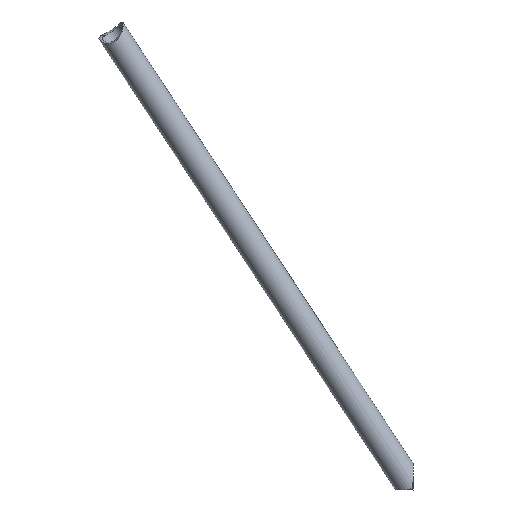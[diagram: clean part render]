
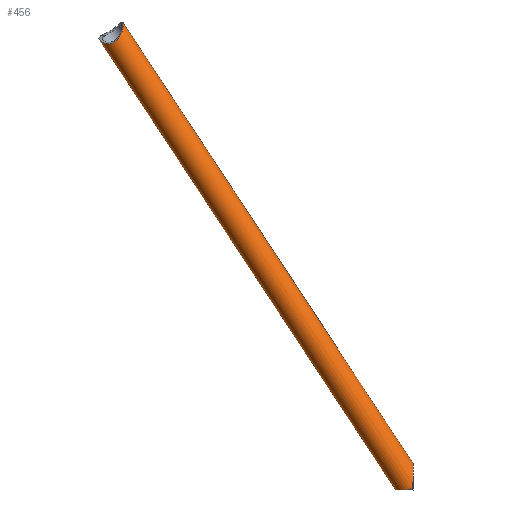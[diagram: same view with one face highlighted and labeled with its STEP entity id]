
A CAD part, top view. The second image highlights one B-rep face of the part: STEP entity #456.
In plain terms, the highlighted cylindrical face has radius 7.5 mm (diameter 15 mm), a partial arc.
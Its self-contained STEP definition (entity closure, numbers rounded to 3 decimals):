
#63=CARTESIAN_POINT('Vertex',(-1913.649,228.341,256.122)) ;
#67=CARTESIAN_POINT('Control Point',(-1904.751,239.133,251.439)) ;
#68=CARTESIAN_POINT('Control Point',(-1904.614,238.925,252.389)) ;
#69=CARTESIAN_POINT('Control Point',(-1904.54,238.539,253.309)) ;
#70=CARTESIAN_POINT('Control Point',(-1904.517,237.999,254.147)) ;
#71=CARTESIAN_POINT('Control Point',(-1904.567,236.897,255.479)) ;
#72=CARTESIAN_POINT('Control Point',(-1904.797,235.592,256.581)) ;
#73=CARTESIAN_POINT('Control Point',(-1904.932,235.008,257.013)) ;
#74=CARTESIAN_POINT('Control Point',(-1905.252,233.923,257.713)) ;
#75=CARTESIAN_POINT('Control Point',(-1905.734,232.812,258.259)) ;
#76=CARTESIAN_POINT('Control Point',(-1905.985,232.317,258.468)) ;
#77=CARTESIAN_POINT('Control Point',(-1906.683,231.149,258.874)) ;
#78=CARTESIAN_POINT('Control Point',(-1907.624,230.086,259.015)) ;
#79=CARTESIAN_POINT('Control Point',(-1908.263,229.532,258.988)) ;
#80=CARTESIAN_POINT('Control Point',(-1909.772,228.587,258.662)) ;
#81=CARTESIAN_POINT('Control Point',(-1911.365,228.196,257.871)) ;
#82=CARTESIAN_POINT('Control Point',(-1912.185,228.145,257.345)) ;
#83=CARTESIAN_POINT('Control Point',(-1912.949,228.201,256.76)) ;
#84=CARTESIAN_POINT('Control Point',(-1913.649,228.341,256.122)) ;
#85=CARTESIAN_POINT('Vertex',(-1904.751,239.133,251.439)) ;
#170=CARTESIAN_POINT('Vertex',(-1916.763,230.099,251.441)) ;
#174=CARTESIAN_POINT('Control Point',(-1916.763,230.099,251.441)) ;
#175=CARTESIAN_POINT('Control Point',(-1916.463,229.643,252.504)) ;
#176=CARTESIAN_POINT('Control Point',(-1915.949,229.205,253.514)) ;
#177=CARTESIAN_POINT('Control Point',(-1915.295,228.82,254.447)) ;
#178=CARTESIAN_POINT('Control Point',(-1914.522,228.515,255.326)) ;
#179=CARTESIAN_POINT('Control Point',(-1913.649,228.341,256.122)) ;
#375=CARTESIAN_POINT('Axis2P3D Location',(-1836.553,121.832,251.695)) ;
#381=CARTESIAN_POINT('Control Point',(-1756.423,0.,259.469)) ;
#382=CARTESIAN_POINT('Control Point',(-1756.423,0.254,259.469)) ;
#383=CARTESIAN_POINT('Control Point',(-1756.423,0.508,259.466)) ;
#384=CARTESIAN_POINT('Control Point',(-1756.423,0.713,259.46)) ;
#385=CARTESIAN_POINT('Control Point',(-1756.423,1.073,259.447)) ;
#386=CARTESIAN_POINT('Control Point',(-1756.423,1.432,259.429)) ;
#387=CARTESIAN_POINT('Control Point',(-1756.424,1.637,259.417)) ;
#388=CARTESIAN_POINT('Control Point',(-1756.424,2.318,259.366)) ;
#389=CARTESIAN_POINT('Control Point',(-1756.424,2.997,259.292)) ;
#390=CARTESIAN_POINT('Control Point',(-1756.424,3.423,259.236)) ;
#391=CARTESIAN_POINT('Control Point',(-1756.425,4.812,259.019)) ;
#392=CARTESIAN_POINT('Control Point',(-1756.424,6.181,258.694)) ;
#393=CARTESIAN_POINT('Control Point',(-1756.424,7.115,258.413)) ;
#394=CARTESIAN_POINT('Control Point',(-1756.423,8.954,257.723)) ;
#395=CARTESIAN_POINT('Control Point',(-1756.421,10.654,256.738)) ;
#396=CARTESIAN_POINT('Control Point',(-1756.419,11.461,256.156)) ;
#397=CARTESIAN_POINT('Control Point',(-1756.416,12.61,255.062)) ;
#398=CARTESIAN_POINT('Control Point',(-1756.412,13.352,253.684)) ;
#399=CARTESIAN_POINT('Control Point',(-1756.411,13.554,253.136)) ;
#400=CARTESIAN_POINT('Control Point',(-1756.409,13.657,252.564)) ;
#401=CARTESIAN_POINT('Control Point',(-1756.407,13.66,251.99)) ;
#402=CARTESIAN_POINT('Vertex',(-1756.423,0.,259.469)) ;
#404=CARTESIAN_POINT('Vertex',(-1756.407,13.66,251.99)) ;
#408=CARTESIAN_POINT('Control Point',(-1756.407,13.66,251.948)) ;
#409=CARTESIAN_POINT('Control Point',(-1756.407,13.66,251.962)) ;
#410=CARTESIAN_POINT('Control Point',(-1756.407,13.66,251.976)) ;
#411=CARTESIAN_POINT('Control Point',(-1756.407,13.66,251.99)) ;
#412=CARTESIAN_POINT('Vertex',(-1756.407,13.66,251.948)) ;
#415=CARTESIAN_POINT('Line Origine',(-1830.287,125.954,251.695)) ;
#420=CARTESIAN_POINT('Line Origine',(-1842.819,117.709,251.695)) ;
#424=CARTESIAN_POINT('Vertex',(-1765.375,0.,251.96)) ;
#428=CARTESIAN_POINT('Control Point',(-1756.423,0.,259.469)) ;
#429=CARTESIAN_POINT('Control Point',(-1756.591,0.,259.468)) ;
#430=CARTESIAN_POINT('Control Point',(-1756.76,0.,259.464)) ;
#431=CARTESIAN_POINT('Control Point',(-1756.894,0.,259.458)) ;
#432=CARTESIAN_POINT('Control Point',(-1757.127,0.,259.445)) ;
#433=CARTESIAN_POINT('Control Point',(-1757.36,0.,259.426)) ;
#434=CARTESIAN_POINT('Control Point',(-1757.494,0.,259.414)) ;
#435=CARTESIAN_POINT('Control Point',(-1757.942,0.,259.362)) ;
#436=CARTESIAN_POINT('Control Point',(-1758.386,0.,259.286)) ;
#437=CARTESIAN_POINT('Control Point',(-1758.663,0.,259.23)) ;
#438=CARTESIAN_POINT('Control Point',(-1759.932,0.,258.925)) ;
#439=CARTESIAN_POINT('Control Point',(-1761.146,0.,258.421)) ;
#440=CARTESIAN_POINT('Control Point',(-1762.044,0.,257.902)) ;
#441=CARTESIAN_POINT('Control Point',(-1763.651,0.,256.626)) ;
#442=CARTESIAN_POINT('Control Point',(-1764.773,0.,254.911)) ;
#443=CARTESIAN_POINT('Control Point',(-1765.174,0.,253.964)) ;
#444=CARTESIAN_POINT('Control Point',(-1765.375,0.,252.962)) ;
#445=CARTESIAN_POINT('Control Point',(-1765.375,0.,251.96)) ;
#376=DIRECTION('Axis2P3D Direction',(-0.55,0.835,-0.002)) ;
#377=DIRECTION('Axis2P3D XDirection',(-0.835,-0.55,0.)) ;
#416=DIRECTION('Vector Direction',(-0.55,0.835,-0.002)) ;
#421=DIRECTION('Vector Direction',(-0.55,0.835,-0.002)) ;
#378=AXIS2_PLACEMENT_3D('Cylinder Axis2P3D',#375,#376,#377) ;
#448=ORIENTED_EDGE('',*,*,#406,.T.) ;
#449=ORIENTED_EDGE('',*,*,#414,.F.) ;
#450=ORIENTED_EDGE('',*,*,#419,.T.) ;
#451=ORIENTED_EDGE('',*,*,#87,.T.) ;
#452=ORIENTED_EDGE('',*,*,#180,.F.) ;
#453=ORIENTED_EDGE('',*,*,#426,.F.) ;
#454=ORIENTED_EDGE('',*,*,#446,.F.) ;
#417=VECTOR('Line Direction',#416,1.) ;
#422=VECTOR('Line Direction',#421,1.) ;
#456=ADVANCED_FACE('Corps principal',(#455),#379,.T.) ;
#66=B_SPLINE_CURVE_WITH_KNOTS('',5,(#67,#68,#69,#70,#71,#72,#73,#74,#75,#76,#77,#78,#79,#80,#81,#82,#83,#84),.UNSPECIFIED.,.F.,.U.,(6,3,3,3,3,6),(0.,6.942,12.141,16.307,22.116,28.885),.UNSPECIFIED.) ;
#173=B_SPLINE_CURVE_WITH_KNOTS('',5,(#174,#175,#176,#177,#178,#179),.UNSPECIFIED.,.F.,.U.,(6,6),(0.,8.446),.UNSPECIFIED.) ;
#380=B_SPLINE_CURVE_WITH_KNOTS('',5,(#381,#382,#383,#384,#385,#386,#387,#388,#389,#390,#391,#392,#393,#394,#395,#396,#397,#398,#399,#400,#401),.UNSPECIFIED.,.F.,.U.,(6,3,3,3,3,3,6),(0.,1.797,3.593,6.628,13.529,20.47,24.523),.UNSPECIFIED.) ;
#407=B_SPLINE_CURVE_WITH_KNOTS('',3,(#408,#409,#410,#411),.UNSPECIFIED.,.F.,.U.,(4,4),(0.,0.061),.UNSPECIFIED.) ;
#427=B_SPLINE_CURVE_WITH_KNOTS('',5,(#428,#429,#430,#431,#432,#433,#434,#435,#436,#437,#438,#439,#440,#441,#442,#443,#444,#445),.UNSPECIFIED.,.F.,.U.,(6,3,3,3,3,6),(0.,1.192,2.383,4.378,11.606,18.692),.UNSPECIFIED.) ;
#379=CYLINDRICAL_SURFACE('generated cylinder',#378,7.5) ;
#87=EDGE_CURVE('',#86,#64,#66,.T.) ;
#180=EDGE_CURVE('',#171,#64,#173,.T.) ;
#406=EDGE_CURVE('',#403,#405,#380,.T.) ;
#414=EDGE_CURVE('',#413,#405,#407,.T.) ;
#419=EDGE_CURVE('',#413,#86,#418,.T.) ;
#426=EDGE_CURVE('',#425,#171,#423,.T.) ;
#446=EDGE_CURVE('',#403,#425,#427,.T.) ;
#447=EDGE_LOOP('',(#448,#449,#450,#451,#452,#453,#454)) ;
#455=FACE_OUTER_BOUND('',#447,.T.) ;
#418=LINE('Line',#415,#417) ;
#423=LINE('Line',#420,#422) ;
#64=VERTEX_POINT('',#63) ;
#86=VERTEX_POINT('',#85) ;
#171=VERTEX_POINT('',#170) ;
#403=VERTEX_POINT('',#402) ;
#405=VERTEX_POINT('',#404) ;
#413=VERTEX_POINT('',#412) ;
#425=VERTEX_POINT('',#424) ;
